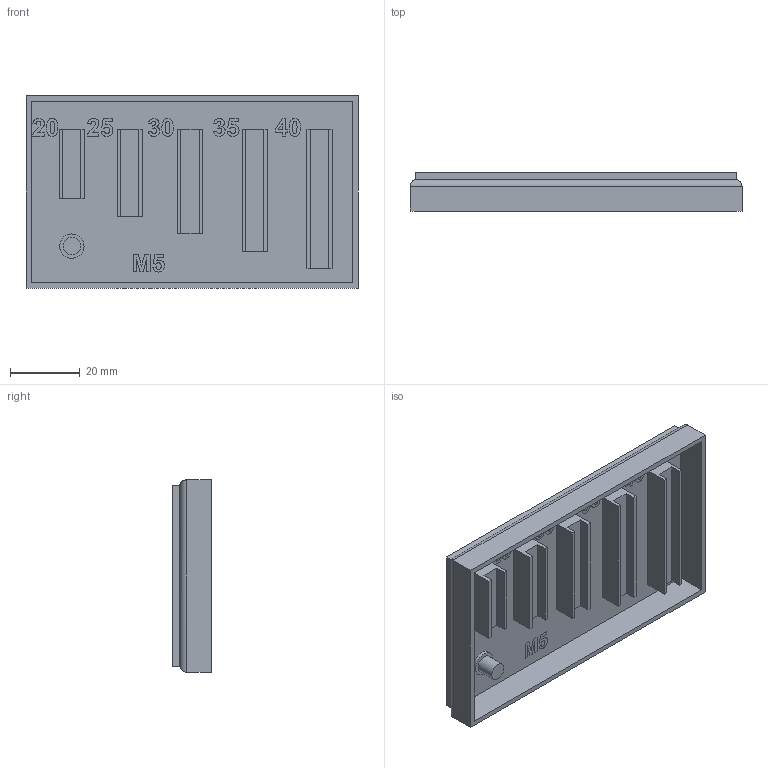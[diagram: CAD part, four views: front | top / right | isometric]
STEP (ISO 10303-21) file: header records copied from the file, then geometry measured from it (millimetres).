
FILE_DESCRIPTION(/* description */ ('','CAx-IF Rec.Pracs.---Representation and Presentation of Product Manufacturing Information (PMI)---4.0---2014-10-13'),/* implementation_level */ '2;1');
FILE_NAME(/* name */ 'M5 Reference Caliper From 20 v4.step',/* time_stamp */ '2025-03-16T21:39:36+01:00',/* author */ (''),/* organization */ (''),/* preprocessor_version */ 'ST-DEVELOPER v20',/* originating_system */ 'Autodesk Translation Framework v13.20.0.188',/* authorisation */ '');
FILE_SCHEMA (('AP242_MANAGED_MODEL_BASED_3D_ENGINEERING_MIM_LF { 1 0 10303 442 1 1 4 }'));
Length unit declared in the file: millimetre
Products named in the file (1): M5 Reference Caliper From 20
Bounding box: 95 x 11 x 55 mm (x, y, z)
Volume: 20512.9 mm3; surface area: 19667.5 mm2
Topology: 13 solids, 13 shells, 604 faces, 1658 edges, 1104 vertices
Faces by surface type: bspline 372, plane 226, cylinder 6
Full cylindrical faces by diameter (mm): 5 x1, 7 x1
Entity records: 22539 total; most frequent: CARTESIAN_POINT 9717, ORIENTED_EDGE 3316, EDGE_CURVE 1658, DIRECTION 1388, VERTEX_POINT 1104, LINE 902, VECTOR 902, B_SPLINE_CURVE_WITH_KNOTS 746
